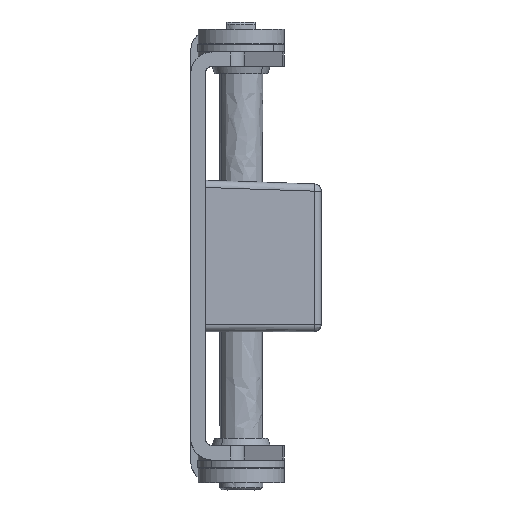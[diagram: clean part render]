
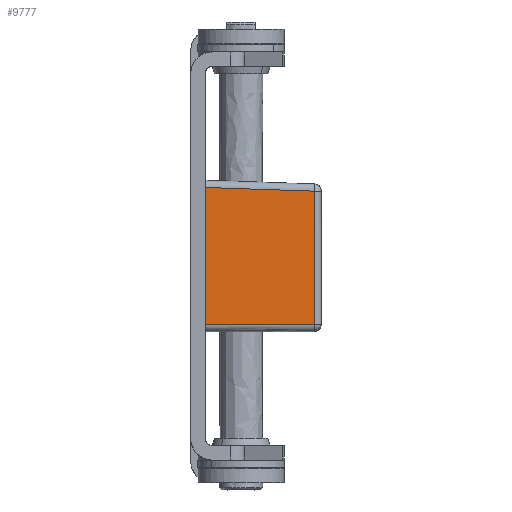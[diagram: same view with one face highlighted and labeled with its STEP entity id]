
A CAD part, left-side view. The second image highlights one B-rep face of the part: STEP entity #9777.
In plain terms, the highlighted free-form (B-spline) face has degree [1, 1] with [2, 2] control points.
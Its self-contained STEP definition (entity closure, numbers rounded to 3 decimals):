
#9535=CARTESIAN_POINT('',(-20.292,-10.134,21.95));
#9536=VERTEX_POINT('',#9535);
#9537=CARTESIAN_POINT('',(-20.292,-10.134,40.443));
#9538=VERTEX_POINT('',#9537);
#9539=CARTESIAN_POINT('',(-20.292,-10.134,21.95));
#9540=CARTESIAN_POINT('',(-20.292,-10.134,40.443));
#9541=QUASI_UNIFORM_CURVE('',1,(#9539,#9540),.UNSPECIFIED.,.F.,.U.);
#9542=EDGE_CURVE('',#9536,#9538,#9541,.T.);
#9750=CARTESIAN_POINT('',(-20.267,-10.889,21.001));
#9751=CARTESIAN_POINT('',(-20.825,5.756,21.001));
#9752=CARTESIAN_POINT('',(-20.267,-10.889,41.9));
#9753=CARTESIAN_POINT('',(-20.825,5.756,41.9));
#9754=B_SPLINE_SURFACE_WITH_KNOTS('',1,1,((#9750,#9752),(#9751,#9753)),.UNSPECIFIED.,.F.,.F.,.U.,(2,2),(2,2),(0.0,16.655),(0.0,20.899),.UNSPECIFIED.);
#9755=CARTESIAN_POINT('',(-20.8,5.0,40.951));
#9756=VERTEX_POINT('',#9755);
#9757=CARTESIAN_POINT('',(-20.8,5.0,21.95));
#9758=VERTEX_POINT('',#9757);
#9759=CARTESIAN_POINT('',(-20.8,5.0,40.951));
#9760=CARTESIAN_POINT('',(-20.8,5.0,21.95));
#9761=QUASI_UNIFORM_CURVE('',1,(#9759,#9760),.UNSPECIFIED.,.F.,.U.);
#9762=EDGE_CURVE('',#9756,#9758,#9761,.T.);
#9763=ORIENTED_EDGE('',*,*,#9762,.T.);
#9764=CARTESIAN_POINT('',(-20.8,5.0,21.95));
#9765=CARTESIAN_POINT('',(-20.292,-10.134,21.95));
#9766=QUASI_UNIFORM_CURVE('',1,(#9764,#9765),.UNSPECIFIED.,.F.,.U.);
#9767=EDGE_CURVE('',#9758,#9536,#9766,.T.);
#9768=ORIENTED_EDGE('',*,*,#9767,.T.);
#9769=ORIENTED_EDGE('',*,*,#9542,.T.);
#9770=CARTESIAN_POINT('',(-20.292,-10.134,40.443));
#9771=CARTESIAN_POINT('',(-20.8,5.0,40.951));
#9772=QUASI_UNIFORM_CURVE('',1,(#9770,#9771),.UNSPECIFIED.,.F.,.U.);
#9773=EDGE_CURVE('',#9538,#9756,#9772,.T.);
#9774=ORIENTED_EDGE('',*,*,#9773,.T.);
#9775=EDGE_LOOP('',(#9763,#9768,#9769,#9774));
#9776=FACE_OUTER_BOUND('',#9775,.T.);
#9777=ADVANCED_FACE('',(#9776),#9754,.F.);
